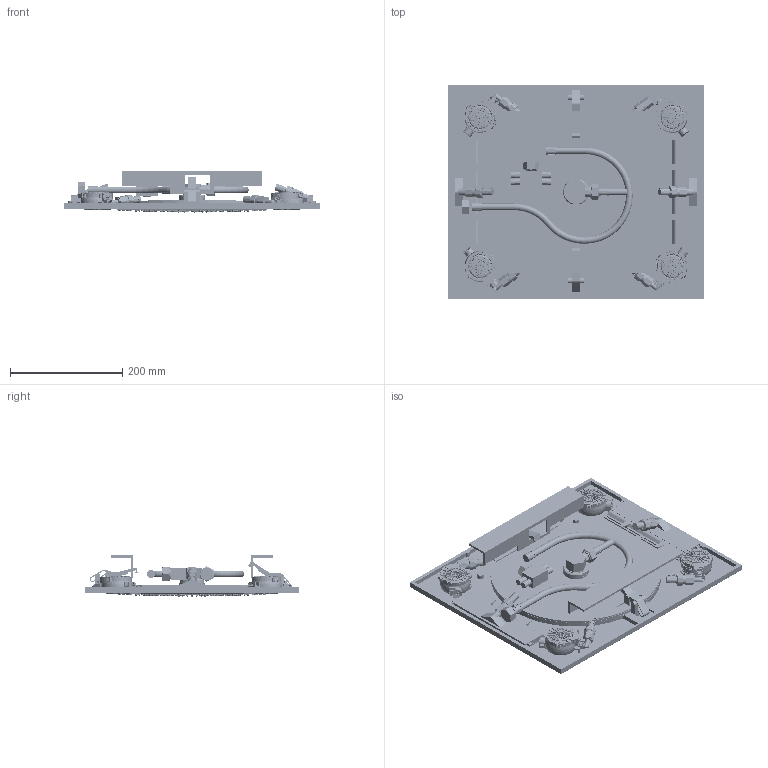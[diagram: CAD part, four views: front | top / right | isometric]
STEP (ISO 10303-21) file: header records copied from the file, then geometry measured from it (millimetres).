
FILE_DESCRIPTION(/* description */ ('Unknown'),/* implementation_level */ '2;1');
FILE_NAME(/* name */ '27939001',/* time_stamp */ '2022-09-08T09:06:38+02:00',/* author */ ('Unknown'),/* organization */ ('GROHE AG'),/* preprocessor_version */ 'ST-DEVELOPER v16.7',/* originating_system */ 'DEX',/* authorisation */ $);
FILE_SCHEMA (('AUTOMOTIVE_DESIGN {1 0 10303 214 3 1 1}'));
Products named in the file (10): 27939001; 27939001_0; id91; 001_02_CR; 008_01_CR; 100209 Headshower 310mm Bottom; 111104_SPA_MultiSprayShowerHead_Sprayplate_Lob; 403370031_FUEHRUNG_W_WATER_GUID_01587258; A4228106_SCHLAUCH_HOSE_01418600
Assembly tree (9 placements, depth 2):
  27939001
    27939001
    27939001_0
    id91
    001_02_CR
    008_01_CR
    100209 Headshower 310mm Bottom
    111104_SPA_MultiSprayShowerHead_Sprayplate_Lob
    403370031_FUEHRUNG_W_WATER_GUID_01587258
    A4228106_SCHLAUCH_HOSE_01418600
Bounding box: 456 x 381 x 73.18 mm (x, y, z)
Volume: 13832.1 mm3; surface area: 834292 mm2
Topology: 2 solids, 317 shells, 2942 faces, 10869 edges, 7875 vertices
Faces by surface type: plane 1492, cylinder 615, cone 434, torus 217, bspline 170, sphere 14
Full cylindrical faces by diameter (mm): 1.5 x2, 4 x207, 11 x10, 11.4 x4, 11.6 x1, 12 x7, 12.5 x6, 13 x3, 13.5 x3, 14.1 x3, 14.5 x2, 15 x5, 15.6 x3, 16.66 x6, 18.3 x1, 18.56 x1, 20.96 x2, 32 x1, 36 x1, 44 x2, 46 x1, 47 x4, 49.5 x4, 303.5 x1, 305.8 x1
Entity records: 145958 total; most frequent: CARTESIAN_POINT 54901, DIRECTION 16718, ORIENTED_EDGE 16253, EDGE_CURVE 10215, VERTEX_POINT 7786, AXIS2_PLACEMENT_3D 6515, FACE_BOUND 3929, EDGE_LOOP 3925
